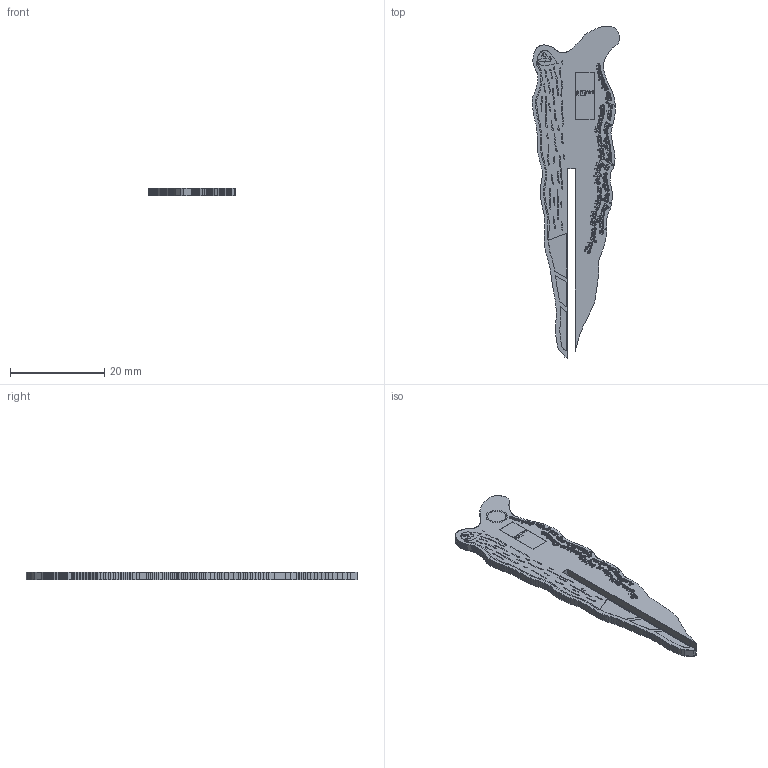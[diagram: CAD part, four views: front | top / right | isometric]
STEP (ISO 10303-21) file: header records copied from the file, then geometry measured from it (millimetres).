
FILE_DESCRIPTION(('KiCad electronic assembly'),'2;1');
FILE_NAME('BugBackbone.step','2025-05-07T17:44:57',('Pcbnew'),('Kicad'), 'Open CASCADE STEP processor 7.6','KiCad to STEP converter','Unknown' );
FILE_SCHEMA(('AUTOMOTIVE_DESIGN { 1 0 10303 214 1 1 1 1 }'));
Length unit declared in the file: millimetre
Products named in the file (7): BugBackbone 1; BugBackbone_copper; BugBackbone_pad; BugBackbone_via; BugBackbone_silkscreen; BugBackbone_soldermask; BugBackbone_PCB
Assembly tree (6 placements, depth 2):
  BugBackbone 1
    BugBackbone_copper
    BugBackbone_pad
    BugBackbone_via
    BugBackbone_silkscreen
    BugBackbone_soldermask
    BugBackbone_PCB
Bounding box: 18.55 x 70.3 x 1.66 mm (x, y, z)
Volume: 1180.3 mm3; surface area: 3853.5 mm2
Topology: 12 solids, 123 shells, 600 faces, 7425 edges, 6960 vertices
Faces by surface type: plane 588, cylinder 12
Full cylindrical faces by diameter (mm): 3.95 x1, 4 x4, 4.5 x2
Entity records: 66859 total; most frequent: CARTESIAN_POINT 14992, DIRECTION 9245, ORIENTED_EDGE 8820, EDGE_CURVE 7425, VERTEX_POINT 6960, LINE 6819, VECTOR 6819, AXIS2_PLACEMENT_3D 1213
